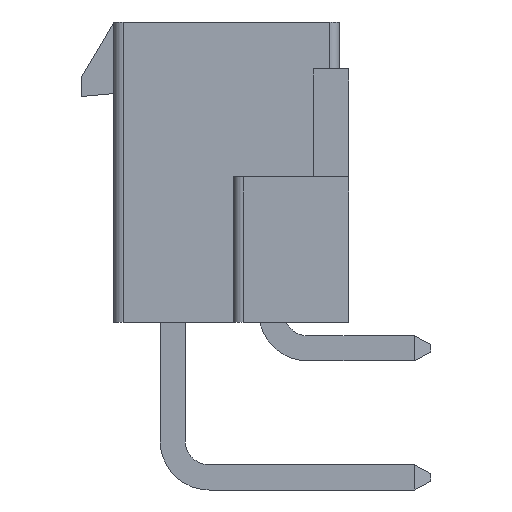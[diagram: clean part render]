
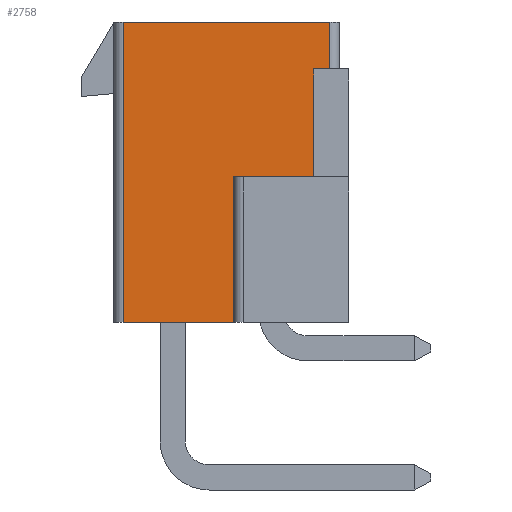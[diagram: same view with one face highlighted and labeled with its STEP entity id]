
A CAD part, left-side view. The second image highlights one B-rep face of the part: STEP entity #2758.
In plain terms, the highlighted planar face has unit normal (-1, 0, 0).
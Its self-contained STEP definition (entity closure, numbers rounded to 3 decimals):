
#101=CARTESIAN_POINT('',(-2.7,9.6,0.));
#102=VERTEX_POINT('',#101);
#110=CARTESIAN_POINT('',(-2.7,0.8,0.));
#111=VERTEX_POINT('',#110);
#112=CARTESIAN_POINT('',(-2.7,0.8,0.));
#113=DIRECTION('',(0.,1.,0.));
#114=VECTOR('',#113,8.8);
#115=LINE('',#112,#114);
#116=EDGE_CURVE('',#111,#102,#115,.T.);
#884=CARTESIAN_POINT('',(-2.7,4.9,-12.8));
#885=VERTEX_POINT('',#884);
#892=CARTESIAN_POINT('',(-2.7,9.6,-12.8));
#893=VERTEX_POINT('',#892);
#894=CARTESIAN_POINT('',(-2.7,4.9,-12.8));
#895=DIRECTION('',(0.,1.,0.));
#896=VECTOR('',#895,4.7);
#897=LINE('',#894,#896);
#898=EDGE_CURVE('',#885,#893,#897,.T.);
#2046=CARTESIAN_POINT('',(-2.7,1.5,-2.));
#2047=VERTEX_POINT('',#2046);
#2076=CARTESIAN_POINT('',(-2.7,0.8,-2.));
#2077=VERTEX_POINT('',#2076);
#2085=CARTESIAN_POINT('',(-2.7,0.8,-2.));
#2086=DIRECTION('',(0.,1.,0.));
#2087=VECTOR('',#2086,0.7);
#2088=LINE('',#2085,#2087);
#2089=EDGE_CURVE('',#2077,#2047,#2088,.T.);
#2279=CARTESIAN_POINT('',(-2.7,1.5,-6.6));
#2280=VERTEX_POINT('',#2279);
#2287=CARTESIAN_POINT('',(-2.7,4.9,-6.6));
#2288=VERTEX_POINT('',#2287);
#2289=CARTESIAN_POINT('',(-2.7,1.5,-6.6));
#2290=DIRECTION('',(0.,1.,0.));
#2291=VECTOR('',#2290,3.4);
#2292=LINE('',#2289,#2291);
#2293=EDGE_CURVE('',#2280,#2288,#2292,.T.);
#2719=CARTESIAN_POINT('',(-2.7,1.5,-2.));
#2720=DIRECTION('',(0.,0.,-1.));
#2721=VECTOR('',#2720,4.6);
#2722=LINE('',#2719,#2721);
#2723=EDGE_CURVE('',#2047,#2280,#2722,.T.);
#2728=CARTESIAN_POINT('',(-2.7,0.4,0.));
#2729=DIRECTION('',(-1.,0.,0.));
#2730=DIRECTION('',(0.,1.,0.));
#2731=AXIS2_PLACEMENT_3D('',#2728,#2729,#2730);
#2732=PLANE('',#2731);
#2733=ORIENTED_EDGE('',*,*,#898,.F.);
#2734=CARTESIAN_POINT('',(-2.7,4.9,-12.8));
#2735=DIRECTION('',(0.,0.,1.));
#2736=VECTOR('',#2735,6.2);
#2737=LINE('',#2734,#2736);
#2738=EDGE_CURVE('',#885,#2288,#2737,.T.);
#2739=ORIENTED_EDGE('',*,*,#2738,.T.);
#2740=ORIENTED_EDGE('',*,*,#2293,.F.);
#2741=ORIENTED_EDGE('',*,*,#2723,.F.);
#2742=ORIENTED_EDGE('',*,*,#2089,.F.);
#2743=CARTESIAN_POINT('',(-2.7,0.8,-2.));
#2744=DIRECTION('',(0.,0.,1.));
#2745=VECTOR('',#2744,2.);
#2746=LINE('',#2743,#2745);
#2747=EDGE_CURVE('',#2077,#111,#2746,.T.);
#2748=ORIENTED_EDGE('',*,*,#2747,.T.);
#2749=ORIENTED_EDGE('',*,*,#116,.T.);
#2750=CARTESIAN_POINT('',(-2.7,9.6,-12.8));
#2751=DIRECTION('',(0.,0.,1.));
#2752=VECTOR('',#2751,12.8);
#2753=LINE('',#2750,#2752);
#2754=EDGE_CURVE('',#893,#102,#2753,.T.);
#2755=ORIENTED_EDGE('',*,*,#2754,.F.);
#2756=EDGE_LOOP('',(#2733,#2739,#2740,#2741,#2742,#2748,#2749,#2755));
#2757=FACE_BOUND('',#2756,.T.);
#2758=ADVANCED_FACE('',(#2757),#2732,.T.);
